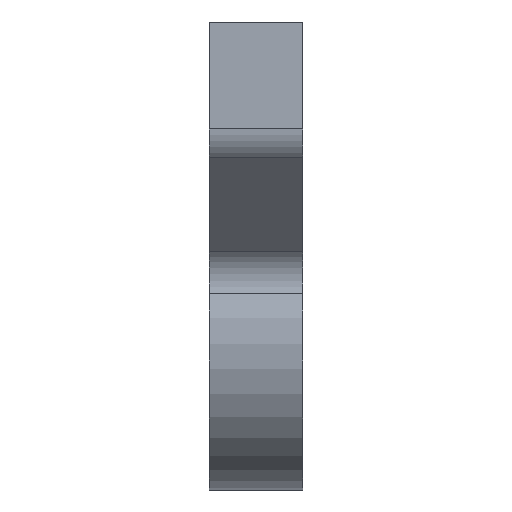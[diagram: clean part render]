
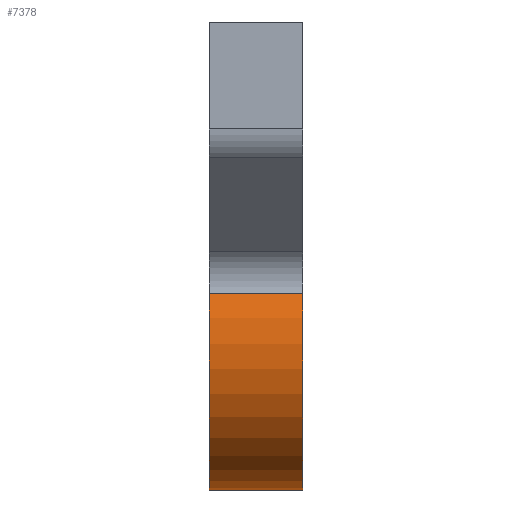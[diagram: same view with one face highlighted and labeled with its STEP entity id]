
A CAD part, left-side view. The second image highlights one B-rep face of the part: STEP entity #7378.
In plain terms, the highlighted cylindrical face has radius 11 mm (diameter 22 mm), a partial arc.
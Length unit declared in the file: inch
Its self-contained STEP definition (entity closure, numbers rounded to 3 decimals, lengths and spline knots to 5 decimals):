
#43 = EDGE_CURVE ( 'NONE', #559, #961, #5700, .T. ) ;
#417 = ORIENTED_EDGE ( 'NONE', *, *, #6747, .T. ) ;
#482 = CARTESIAN_POINT ( 'NONE',  ( -0.40792, 0.27559, 0.14544 ) ) ;
#559 = VERTEX_POINT ( 'NONE', #9418 ) ;
#961 = VERTEX_POINT ( 'NONE', #482 ) ;
#1172 = DIRECTION ( 'NONE',  ( 0., 1., 0. ) ) ;
#1329 = AXIS2_PLACEMENT_3D ( 'NONE', #9922, #1172, #3049 ) ;
#1387 = EDGE_CURVE ( 'NONE', #559, #7216, #8602, .T. ) ;
#1765 = CARTESIAN_POINT ( 'NONE',  ( -0.40792, 0.27559, 0.14544 ) ) ;
#2441 = DIRECTION ( 'NONE',  ( 0., -1., 0. ) ) ;
#2725 = DIRECTION ( 'NONE',  ( 0., 1., 0. ) ) ;
#2941 = CIRCLE ( 'NONE', #6501, 0.43307 ) ;
#3049 = DIRECTION ( 'NONE',  ( 0., 0., 1. ) ) ;
#3940 = ORIENTED_EDGE ( 'NONE', *, *, #1387, .T. ) ;
#4031 = AXIS2_PLACEMENT_3D ( 'NONE', #6042, #10304, #6907 ) ;
#4388 = FACE_OUTER_BOUND ( 'NONE', #7530, .T. ) ;
#5480 = CYLINDRICAL_SURFACE ( 'NONE', #4031, 0.43307 ) ;
#5700 = CIRCLE ( 'NONE', #1329, 0.43307 ) ;
#6042 = CARTESIAN_POINT ( 'NONE',  ( 0., 0.27559, 0. ) ) ;
#6129 = VERTEX_POINT ( 'NONE', #9165 ) ;
#6501 = AXIS2_PLACEMENT_3D ( 'NONE', #8828, #9796, #7080 ) ;
#6694 = LINE ( 'NONE', #1765, #10824 ) ;
#6747 = EDGE_CURVE ( 'NONE', #7216, #6129, #2941, .T. ) ;
#6907 = DIRECTION ( 'NONE',  ( 0., 0., -1. ) ) ;
#7080 = DIRECTION ( 'NONE',  ( 0., 0., 1. ) ) ;
#7216 = VERTEX_POINT ( 'NONE', #7609 ) ;
#7378 = ADVANCED_FACE ( 'NONE', ( #4388 ), #5480, .T. ) ;
#7530 = EDGE_LOOP ( 'NONE', ( #9534, #3940, #417, #9326 ) ) ;
#7543 = EDGE_CURVE ( 'NONE', #6129, #961, #6694, .T. ) ;
#7564 = CARTESIAN_POINT ( 'NONE',  ( 0., 0.27559, -0.43307 ) ) ;
#7609 = CARTESIAN_POINT ( 'NONE',  ( 0., 0., -0.43307 ) ) ;
#8602 = LINE ( 'NONE', #7564, #11209 ) ;
#8828 = CARTESIAN_POINT ( 'NONE',  ( 0., 0., 0. ) ) ;
#9165 = CARTESIAN_POINT ( 'NONE',  ( -0.40792, 0., 0.14544 ) ) ;
#9326 = ORIENTED_EDGE ( 'NONE', *, *, #7543, .T. ) ;
#9418 = CARTESIAN_POINT ( 'NONE',  ( 0., 0.27559, -0.43307 ) ) ;
#9534 = ORIENTED_EDGE ( 'NONE', *, *, #43, .F. ) ;
#9796 = DIRECTION ( 'NONE',  ( 0., 1., 0. ) ) ;
#9922 = CARTESIAN_POINT ( 'NONE',  ( 0., 0.27559, 0. ) ) ;
#10304 = DIRECTION ( 'NONE',  ( 0., -1., 0. ) ) ;
#10824 = VECTOR ( 'NONE', #2725, 39.37008 ) ;
#11209 = VECTOR ( 'NONE', #2441, 39.37008 ) ;
